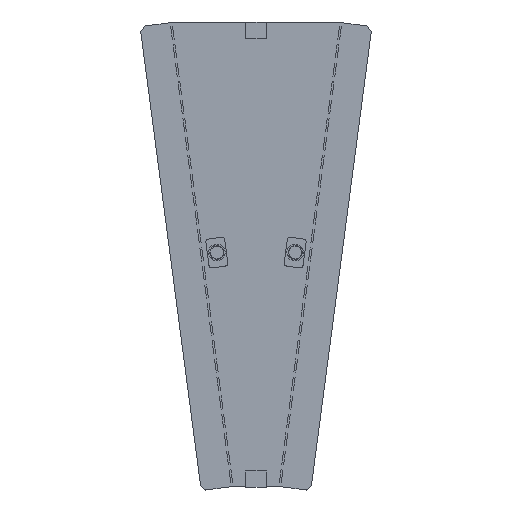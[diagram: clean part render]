
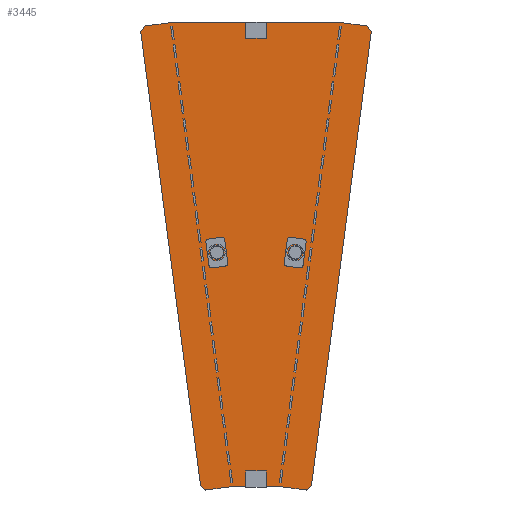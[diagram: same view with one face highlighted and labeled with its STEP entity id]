
A CAD part, top view. The second image highlights one B-rep face of the part: STEP entity #3445.
In plain terms, the highlighted planar face has unit normal (0, 0, 1).
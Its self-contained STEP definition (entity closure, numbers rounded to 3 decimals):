
#267=FACE_OUTER_BOUND('',#429,.T.);
#429=EDGE_LOOP('',(#2909,#2910,#2911,#2912,#2913,#2914,#2915,#2916,#2917,
#2918,#2919,#2920));
#735=LINE('',#5374,#1243);
#738=LINE('',#5380,#1246);
#742=LINE('',#5387,#1250);
#744=LINE('',#5392,#1252);
#747=LINE('',#5398,#1255);
#751=LINE('',#5405,#1259);
#752=LINE('',#5408,#1260);
#756=LINE('',#5417,#1264);
#760=LINE('',#5425,#1268);
#763=LINE('',#5429,#1271);
#766=LINE('',#5435,#1274);
#767=LINE('',#5437,#1275);
#1243=VECTOR('',#4354,1.);
#1246=VECTOR('',#4359,1.);
#1250=VECTOR('',#4365,1.);
#1252=VECTOR('',#4369,1.);
#1255=VECTOR('',#4374,1.);
#1259=VECTOR('',#4380,1.);
#1260=VECTOR('',#4383,1.);
#1264=VECTOR('',#4389,1.);
#1268=VECTOR('',#4395,1.);
#1271=VECTOR('',#4400,1.);
#1274=VECTOR('',#4405,10.);
#1275=VECTOR('',#4408,10.);
#1757=VERTEX_POINT('',#5371);
#1758=VERTEX_POINT('',#5373);
#1760=VERTEX_POINT('',#5378);
#1762=VERTEX_POINT('',#5385);
#1764=VERTEX_POINT('',#5390);
#1766=VERTEX_POINT('',#5396);
#1768=VERTEX_POINT('',#5403);
#1769=VERTEX_POINT('',#5407);
#1772=VERTEX_POINT('',#5414);
#1773=VERTEX_POINT('',#5416);
#1776=VERTEX_POINT('',#5424);
#1778=VERTEX_POINT('',#5433);
#2267=EDGE_CURVE('',#1757,#1758,#735,.T.);
#2270=EDGE_CURVE('',#1760,#1757,#738,.T.);
#2274=EDGE_CURVE('',#1762,#1760,#742,.T.);
#2276=EDGE_CURVE('',#1762,#1764,#744,.T.);
#2279=EDGE_CURVE('',#1766,#1764,#747,.T.);
#2283=EDGE_CURVE('',#1768,#1766,#751,.T.);
#2284=EDGE_CURVE('',#1758,#1769,#752,.T.);
#2288=EDGE_CURVE('',#1773,#1772,#756,.T.);
#2292=EDGE_CURVE('',#1773,#1776,#760,.T.);
#2295=EDGE_CURVE('',#1768,#1776,#763,.T.);
#2298=EDGE_CURVE('',#1772,#1778,#766,.T.);
#2299=EDGE_CURVE('',#1778,#1769,#767,.T.);
#2909=ORIENTED_EDGE('',*,*,#2284,.F.);
#2910=ORIENTED_EDGE('',*,*,#2267,.F.);
#2911=ORIENTED_EDGE('',*,*,#2270,.F.);
#2912=ORIENTED_EDGE('',*,*,#2274,.F.);
#2913=ORIENTED_EDGE('',*,*,#2276,.T.);
#2914=ORIENTED_EDGE('',*,*,#2279,.F.);
#2915=ORIENTED_EDGE('',*,*,#2283,.F.);
#2916=ORIENTED_EDGE('',*,*,#2295,.T.);
#2917=ORIENTED_EDGE('',*,*,#2292,.F.);
#2918=ORIENTED_EDGE('',*,*,#2288,.T.);
#2919=ORIENTED_EDGE('',*,*,#2298,.T.);
#2920=ORIENTED_EDGE('',*,*,#2299,.T.);
#3285=PLANE('',#3832);
#3445=ADVANCED_FACE('',(#267),#3285,.T.);
#3832=AXIS2_PLACEMENT_3D('',#5439,#4410,#4411);
#4354=DIRECTION('',(0.991,0.131,0.));
#4359=DIRECTION('',(0.609,0.793,0.));
#4365=DIRECTION('',(-0.131,0.991,0.));
#4369=DIRECTION('',(0.793,-0.609,0.));
#4374=DIRECTION('',(-0.991,-0.131,0.));
#4380=DIRECTION('',(-1.,0.,0.));
#4383=DIRECTION('',(1.,0.,0.));
#4389=DIRECTION('',(0.131,0.991,0.));
#4395=DIRECTION('',(-0.793,-0.609,0.));
#4400=DIRECTION('',(0.991,-0.131,0.));
#4405=DIRECTION('',(-0.609,0.793,0.));
#4408=DIRECTION('',(-0.991,0.131,0.));
#4410=DIRECTION('center_axis',(0.,0.,1.));
#4411=DIRECTION('ref_axis',(-1.,0.,0.));
#5371=CARTESIAN_POINT('',(15.456,513.099,0.));
#5373=CARTESIAN_POINT('',(42.82,516.701,0.));
#5374=CARTESIAN_POINT('',(29.138,514.9,0.));
#5378=CARTESIAN_POINT('',(11.151,507.489,0.));
#5380=CARTESIAN_POINT('',(13.303,510.294,0.));
#5385=CARTESIAN_POINT('',(75.37,19.698,0.));
#5387=CARTESIAN_POINT('',(43.261,263.593,0.));
#5390=CARTESIAN_POINT('',(80.98,15.393,0.));
#5392=CARTESIAN_POINT('',(78.175,17.546,0.));
#5396=CARTESIAN_POINT('',(108.344,18.996,0.));
#5398=CARTESIAN_POINT('',(94.662,17.195,0.));
#5403=CARTESIAN_POINT('',(161.344,18.996,0.));
#5405=CARTESIAN_POINT('',(121.594,18.996,0.));
#5407=CARTESIAN_POINT('',(226.868,516.701,0.));
#5408=CARTESIAN_POINT('',(72.671,516.701,0.));
#5414=CARTESIAN_POINT('',(258.536,507.489,0.));
#5416=CARTESIAN_POINT('',(194.317,19.698,0.));
#5417=CARTESIAN_POINT('',(226.427,263.593,0.));
#5424=CARTESIAN_POINT('',(188.708,15.393,0.));
#5425=CARTESIAN_POINT('',(191.512,17.546,0.));
#5429=CARTESIAN_POINT('',(175.026,17.195,0.));
#5433=CARTESIAN_POINT('',(254.232,513.099,0.));
#5435=CARTESIAN_POINT('',(258.536,507.489,0.));
#5437=CARTESIAN_POINT('',(254.232,513.099,0.));
#5439=CARTESIAN_POINT('Origin',(58.299,406.781,0.));
